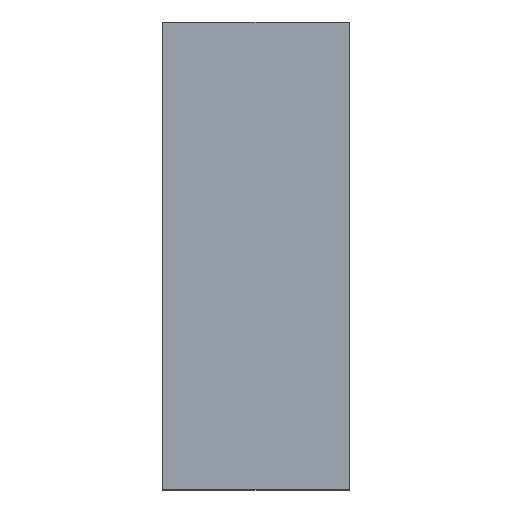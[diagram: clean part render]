
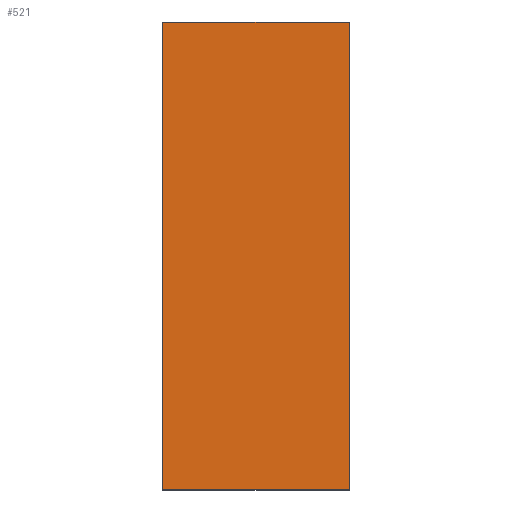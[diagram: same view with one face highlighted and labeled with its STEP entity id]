
A CAD part, top view. The second image highlights one B-rep face of the part: STEP entity #521.
In plain terms, the highlighted planar face has unit normal (0, 0, 1).
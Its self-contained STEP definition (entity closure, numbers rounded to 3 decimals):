
#84=FACE_OUTER_BOUND('',#112,.T.);
#112=EDGE_LOOP('',(#467,#468,#469,#470));
#159=LINE('',#966,#203);
#165=LINE('',#989,#209);
#170=LINE('',#1139,#214);
#171=LINE('',#1140,#215);
#203=VECTOR('',#708,10.);
#209=VECTOR('',#720,10.);
#214=VECTOR('',#739,10.);
#215=VECTOR('',#740,10.);
#250=VERTEX_POINT('',#963);
#251=VERTEX_POINT('',#965);
#258=VERTEX_POINT('',#987);
#264=VERTEX_POINT('',#1138);
#313=EDGE_CURVE('',#251,#250,#159,.T.);
#322=EDGE_CURVE('',#250,#258,#165,.T.);
#334=EDGE_CURVE('',#264,#258,#170,.T.);
#335=EDGE_CURVE('',#251,#264,#171,.T.);
#467=ORIENTED_EDGE('',*,*,#322,.T.);
#468=ORIENTED_EDGE('',*,*,#334,.F.);
#469=ORIENTED_EDGE('',*,*,#335,.F.);
#470=ORIENTED_EDGE('',*,*,#313,.T.);
#493=PLANE('',#608);
#521=ADVANCED_FACE('',(#84),#493,.T.);
#608=AXIS2_PLACEMENT_3D('',#1137,#737,#738);
#708=DIRECTION('',(-1.,0.,0.));
#720=DIRECTION('',(0.,-1.,0.));
#737=DIRECTION('center_axis',(0.,0.,1.));
#738=DIRECTION('ref_axis',(-1.,0.,0.));
#739=DIRECTION('',(-1.,0.,0.));
#740=DIRECTION('',(0.,-1.,0.));
#963=CARTESIAN_POINT('',(0.,100.,275.));
#965=CARTESIAN_POINT('',(80.,100.,275.));
#966=CARTESIAN_POINT('',(80.,100.,275.));
#987=CARTESIAN_POINT('',(0.,-100.,275.));
#989=CARTESIAN_POINT('',(0.,50.,275.));
#1137=CARTESIAN_POINT('Origin',(80.,100.,275.));
#1138=CARTESIAN_POINT('',(80.,-100.,275.));
#1139=CARTESIAN_POINT('',(80.,-100.,275.));
#1140=CARTESIAN_POINT('',(80.,100.,275.));
